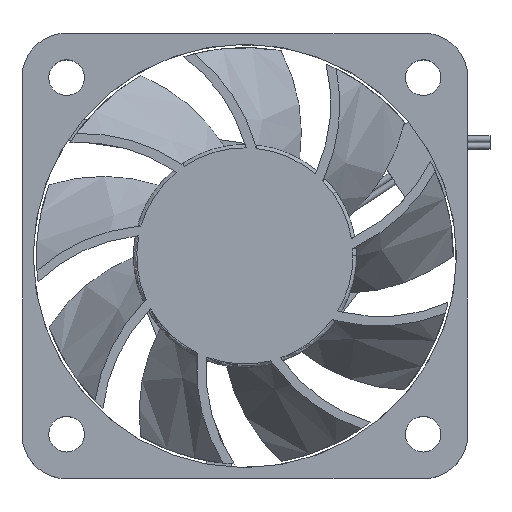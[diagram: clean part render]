
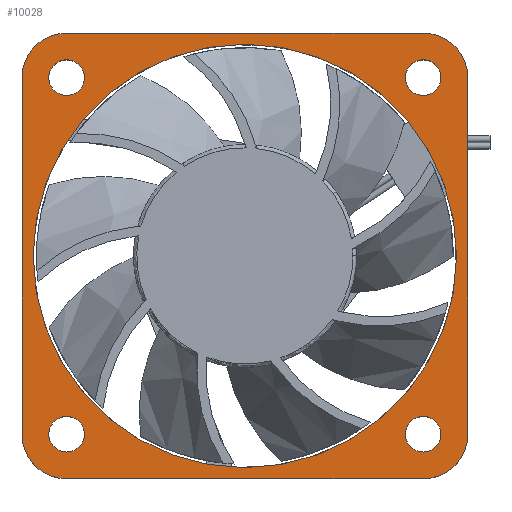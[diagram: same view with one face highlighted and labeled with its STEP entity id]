
A CAD part, top view. The second image highlights one B-rep face of the part: STEP entity #10028.
In plain terms, the highlighted planar face has unit normal (0, 0, 1).
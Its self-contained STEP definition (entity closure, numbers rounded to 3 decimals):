
#9656 = VERTEX_POINT('',#9657);
#9657 = CARTESIAN_POINT('',(-20.,-16.,7.));
#9663 = EDGE_CURVE('',#9656,#9664,#9666,.T.);
#9664 = VERTEX_POINT('',#9665);
#9665 = CARTESIAN_POINT('',(-20.,16.,7.));
#9666 = LINE('',#9667,#9668);
#9667 = CARTESIAN_POINT('',(-20.,-16.,7.));
#9668 = VECTOR('',#9669,1.);
#9669 = DIRECTION('',(0.,1.,0.));
#9694 = EDGE_CURVE('',#9656,#9695,#9697,.T.);
#9695 = VERTEX_POINT('',#9696);
#9696 = CARTESIAN_POINT('',(-16.,-20.,7.));
#9697 = CIRCLE('',#9698,4.);
#9698 = AXIS2_PLACEMENT_3D('',#9699,#9700,#9701);
#9699 = CARTESIAN_POINT('',(-16.,-16.,7.));
#9700 = DIRECTION('',(0.,0.,1.));
#9701 = DIRECTION('',(1.,0.,0.));
#9729 = VERTEX_POINT('',#9730);
#9730 = CARTESIAN_POINT('',(-16.,20.,7.));
#9736 = EDGE_CURVE('',#9729,#9664,#9737,.T.);
#9737 = CIRCLE('',#9738,4.);
#9738 = AXIS2_PLACEMENT_3D('',#9739,#9740,#9741);
#9739 = CARTESIAN_POINT('',(-16.,16.,7.));
#9740 = DIRECTION('',(0.,0.,1.));
#9741 = DIRECTION('',(1.,0.,0.));
#10028 = ADVANCED_FACE('',(#10029,#10074,#10085,#10096,#10107,#10127),
  #10138,.F.);
#10029 = FACE_BOUND('',#10030,.F.);
#10030 = EDGE_LOOP('',(#10031,#10032,#10033,#10041,#10050,#10058,#10067,
    #10073));
#10031 = ORIENTED_EDGE('',*,*,#9663,.T.);
#10032 = ORIENTED_EDGE('',*,*,#9736,.F.);
#10033 = ORIENTED_EDGE('',*,*,#10034,.T.);
#10034 = EDGE_CURVE('',#9729,#10035,#10037,.T.);
#10035 = VERTEX_POINT('',#10036);
#10036 = CARTESIAN_POINT('',(16.,20.,7.));
#10037 = LINE('',#10038,#10039);
#10038 = CARTESIAN_POINT('',(-16.,20.,7.));
#10039 = VECTOR('',#10040,1.);
#10040 = DIRECTION('',(1.,0.,0.));
#10041 = ORIENTED_EDGE('',*,*,#10042,.F.);
#10042 = EDGE_CURVE('',#10043,#10035,#10045,.T.);
#10043 = VERTEX_POINT('',#10044);
#10044 = CARTESIAN_POINT('',(20.,16.,7.));
#10045 = CIRCLE('',#10046,4.);
#10046 = AXIS2_PLACEMENT_3D('',#10047,#10048,#10049);
#10047 = CARTESIAN_POINT('',(16.,16.,7.));
#10048 = DIRECTION('',(0.,0.,1.));
#10049 = DIRECTION('',(1.,0.,0.));
#10050 = ORIENTED_EDGE('',*,*,#10051,.T.);
#10051 = EDGE_CURVE('',#10043,#10052,#10054,.T.);
#10052 = VERTEX_POINT('',#10053);
#10053 = CARTESIAN_POINT('',(20.,-16.,7.));
#10054 = LINE('',#10055,#10056);
#10055 = CARTESIAN_POINT('',(20.,16.,7.));
#10056 = VECTOR('',#10057,1.);
#10057 = DIRECTION('',(0.,-1.,0.));
#10058 = ORIENTED_EDGE('',*,*,#10059,.F.);
#10059 = EDGE_CURVE('',#10060,#10052,#10062,.T.);
#10060 = VERTEX_POINT('',#10061);
#10061 = CARTESIAN_POINT('',(16.,-20.,7.));
#10062 = CIRCLE('',#10063,4.);
#10063 = AXIS2_PLACEMENT_3D('',#10064,#10065,#10066);
#10064 = CARTESIAN_POINT('',(16.,-16.,7.));
#10065 = DIRECTION('',(0.,0.,1.));
#10066 = DIRECTION('',(1.,0.,0.));
#10067 = ORIENTED_EDGE('',*,*,#10068,.T.);
#10068 = EDGE_CURVE('',#10060,#9695,#10069,.T.);
#10069 = LINE('',#10070,#10071);
#10070 = CARTESIAN_POINT('',(16.,-20.,7.));
#10071 = VECTOR('',#10072,1.);
#10072 = DIRECTION('',(-1.,0.,0.));
#10073 = ORIENTED_EDGE('',*,*,#9694,.F.);
#10074 = FACE_BOUND('',#10075,.F.);
#10075 = EDGE_LOOP('',(#10076));
#10076 = ORIENTED_EDGE('',*,*,#10077,.T.);
#10077 = EDGE_CURVE('',#10078,#10078,#10080,.T.);
#10078 = VERTEX_POINT('',#10079);
#10079 = CARTESIAN_POINT('',(17.6,-16.,7.));
#10080 = CIRCLE('',#10081,1.6);
#10081 = AXIS2_PLACEMENT_3D('',#10082,#10083,#10084);
#10082 = CARTESIAN_POINT('',(16.,-16.,7.));
#10083 = DIRECTION('',(0.,0.,1.));
#10084 = DIRECTION('',(1.,0.,0.));
#10085 = FACE_BOUND('',#10086,.F.);
#10086 = EDGE_LOOP('',(#10087));
#10087 = ORIENTED_EDGE('',*,*,#10088,.T.);
#10088 = EDGE_CURVE('',#10089,#10089,#10091,.T.);
#10089 = VERTEX_POINT('',#10090);
#10090 = CARTESIAN_POINT('',(-14.4,-16.,7.));
#10091 = CIRCLE('',#10092,1.6);
#10092 = AXIS2_PLACEMENT_3D('',#10093,#10094,#10095);
#10093 = CARTESIAN_POINT('',(-16.,-16.,7.));
#10094 = DIRECTION('',(0.,0.,1.));
#10095 = DIRECTION('',(1.,0.,0.));
#10096 = FACE_BOUND('',#10097,.F.);
#10097 = EDGE_LOOP('',(#10098));
#10098 = ORIENTED_EDGE('',*,*,#10099,.T.);
#10099 = EDGE_CURVE('',#10100,#10100,#10102,.T.);
#10100 = VERTEX_POINT('',#10101);
#10101 = CARTESIAN_POINT('',(17.6,16.,7.));
#10102 = CIRCLE('',#10103,1.6);
#10103 = AXIS2_PLACEMENT_3D('',#10104,#10105,#10106);
#10104 = CARTESIAN_POINT('',(16.,16.,7.));
#10105 = DIRECTION('',(0.,0.,1.));
#10106 = DIRECTION('',(1.,0.,0.));
#10107 = FACE_BOUND('',#10108,.F.);
#10108 = EDGE_LOOP('',(#10109,#10120));
#10109 = ORIENTED_EDGE('',*,*,#10110,.F.);
#10110 = EDGE_CURVE('',#10111,#10113,#10115,.T.);
#10111 = VERTEX_POINT('',#10112);
#10112 = CARTESIAN_POINT('',(19.,0.,7.));
#10113 = VERTEX_POINT('',#10114);
#10114 = CARTESIAN_POINT('',(-12.269,-14.507,7.));
#10115 = CIRCLE('',#10116,19.);
#10116 = AXIS2_PLACEMENT_3D('',#10117,#10118,#10119);
#10117 = CARTESIAN_POINT('',(0.,0.,7.));
#10118 = DIRECTION('',(0.,0.,-1.));
#10119 = DIRECTION('',(1.,0.,0.));
#10120 = ORIENTED_EDGE('',*,*,#10121,.F.);
#10121 = EDGE_CURVE('',#10113,#10111,#10122,.T.);
#10122 = CIRCLE('',#10123,19.);
#10123 = AXIS2_PLACEMENT_3D('',#10124,#10125,#10126);
#10124 = CARTESIAN_POINT('',(0.,0.,7.));
#10125 = DIRECTION('',(0.,0.,-1.));
#10126 = DIRECTION('',(1.,0.,0.));
#10127 = FACE_BOUND('',#10128,.F.);
#10128 = EDGE_LOOP('',(#10129));
#10129 = ORIENTED_EDGE('',*,*,#10130,.T.);
#10130 = EDGE_CURVE('',#10131,#10131,#10133,.T.);
#10131 = VERTEX_POINT('',#10132);
#10132 = CARTESIAN_POINT('',(-14.4,16.,7.));
#10133 = CIRCLE('',#10134,1.6);
#10134 = AXIS2_PLACEMENT_3D('',#10135,#10136,#10137);
#10135 = CARTESIAN_POINT('',(-16.,16.,7.));
#10136 = DIRECTION('',(0.,0.,1.));
#10137 = DIRECTION('',(1.,0.,0.));
#10138 = PLANE('',#10139);
#10139 = AXIS2_PLACEMENT_3D('',#10140,#10141,#10142);
#10140 = CARTESIAN_POINT('',(0.,0.,7.));
#10141 = DIRECTION('',(-0.,-0.,-1.));
#10142 = DIRECTION('',(-1.,0.,0.));
